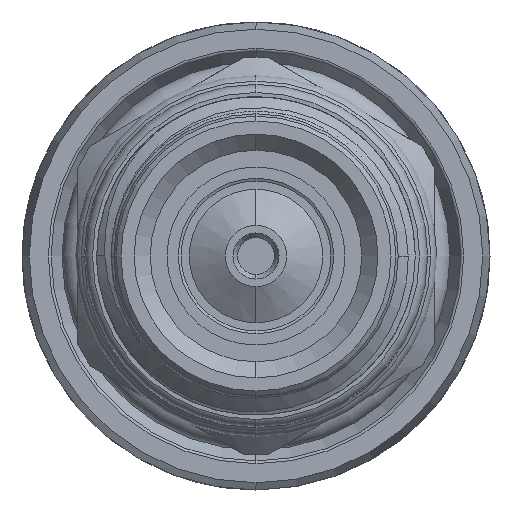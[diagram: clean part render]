
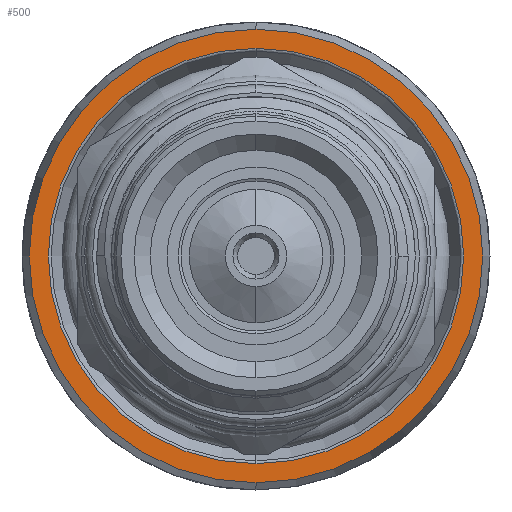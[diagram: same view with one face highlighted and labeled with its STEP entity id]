
A CAD part, left-side view. The second image highlights one B-rep face of the part: STEP entity #500.
In plain terms, the highlighted planar face has unit normal (-1, 0, 0).
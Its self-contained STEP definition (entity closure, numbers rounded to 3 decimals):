
#230 = ORIENTED_EDGE ( 'NONE', *, *, #2799, .T. ) ;
#302 = ORIENTED_EDGE ( 'NONE', *, *, #2821, .F. ) ;
#330 = ORIENTED_EDGE ( 'NONE', *, *, #17341, .T. ) ;
#360 = ORIENTED_EDGE ( 'NONE', *, *, #17333, .F. ) ;
#500 = ADVANCED_FACE ( 'NONE', ( #7854, #7859 ), #13831, .F. ) ;
#2799 = EDGE_CURVE ( 'NONE', #4356, #4760, #11380, .T. ) ;
#2821 = EDGE_CURVE ( 'NONE', #13612, #13466, #11412, .T. ) ;
#3666 = CARTESIAN_POINT ( 'NONE',  ( 59.65, 0., -12.959 ) ) ;
#3804 = CARTESIAN_POINT ( 'NONE',  ( 59.65, 0., 12.959 ) ) ;
#4107 = CARTESIAN_POINT ( 'NONE',  ( 59.65, 0., 0. ) ) ;
#4108 = DIRECTION ( 'NONE',  ( -1., 0., 0. ) ) ;
#4109 = DIRECTION ( 'NONE',  ( 0., 0., -1. ) ) ;
#4356 = VERTEX_POINT ( 'NONE', #6714 ) ;
#4760 = VERTEX_POINT ( 'NONE', #6853 ) ;
#5408 = AXIS2_PLACEMENT_3D ( 'NONE', #11774, #11775, #11776 ) ;
#5414 = AXIS2_PLACEMENT_3D ( 'NONE', #4107, #4108, #4109 ) ;
#5497 = AXIS2_PLACEMENT_3D ( 'NONE', #6221, #6222, #6223 ) ;
#5508 = AXIS2_PLACEMENT_3D ( 'NONE', #6169, #6170, #6171 ) ;
#6169 = CARTESIAN_POINT ( 'NONE',  ( 59.65, 0., 0. ) ) ;
#6170 = DIRECTION ( 'NONE',  ( -1., 0., 0. ) ) ;
#6171 = DIRECTION ( 'NONE',  ( 0., 0., -1. ) ) ;
#6221 = CARTESIAN_POINT ( 'NONE',  ( 59.65, 0., 0. ) ) ;
#6222 = DIRECTION ( 'NONE',  ( -1., 0., 0. ) ) ;
#6223 = DIRECTION ( 'NONE',  ( 0., 0., -1. ) ) ;
#6714 = CARTESIAN_POINT ( 'NONE',  ( 59.65, 0., 14.15 ) ) ;
#6853 = CARTESIAN_POINT ( 'NONE',  ( 59.65, 0., -14.15 ) ) ;
#7086 = EDGE_LOOP ( 'NONE', ( #230, #330 ) ) ;
#7115 = EDGE_LOOP ( 'NONE', ( #360, #302 ) ) ;
#7854 = FACE_BOUND ( 'NONE', #7115, .T. ) ;
#7859 = FACE_OUTER_BOUND ( 'NONE', #7086, .T. ) ;
#11380 = CIRCLE ( 'NONE', #5508, 14.15 ) ;
#11412 = CIRCLE ( 'NONE', #5497, 12.959 ) ;
#11632 = CIRCLE ( 'NONE', #5414, 12.959 ) ;
#11641 = CIRCLE ( 'NONE', #5408, 14.15 ) ;
#11774 = CARTESIAN_POINT ( 'NONE',  ( 59.65, 0., 0. ) ) ;
#11775 = DIRECTION ( 'NONE',  ( -1., 0., 0. ) ) ;
#11776 = DIRECTION ( 'NONE',  ( 0., 0., -1. ) ) ;
#13294 = AXIS2_PLACEMENT_3D ( 'NONE', #13826, #13833, #13834 ) ;
#13466 = VERTEX_POINT ( 'NONE', #3666 ) ;
#13612 = VERTEX_POINT ( 'NONE', #3804 ) ;
#13826 = CARTESIAN_POINT ( 'NONE',  ( 59.65, 14.15, 0. ) ) ;
#13831 = PLANE ( 'NONE',  #13294 ) ;
#13833 = DIRECTION ( 'NONE',  ( 1., 0., 0. ) ) ;
#13834 = DIRECTION ( 'NONE',  ( 0., 0., 1. ) ) ;
#17333 = EDGE_CURVE ( 'NONE', #13466, #13612, #11632, .T. ) ;
#17341 = EDGE_CURVE ( 'NONE', #4760, #4356, #11641, .T. ) ;
